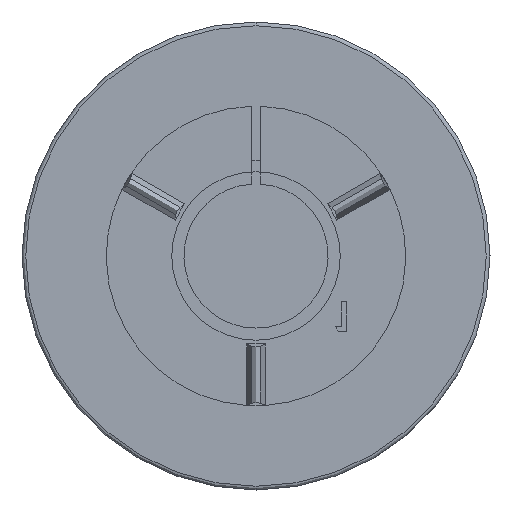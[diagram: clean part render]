
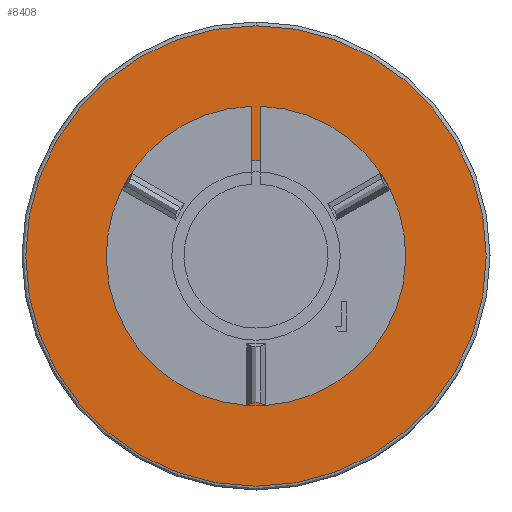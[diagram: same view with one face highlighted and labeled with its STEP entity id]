
A CAD part, front view. The second image highlights one B-rep face of the part: STEP entity #8408.
In plain terms, the highlighted planar face has unit normal (0, -1, 0).
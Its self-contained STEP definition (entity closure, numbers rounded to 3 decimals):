
#297 = CARTESIAN_POINT ( 'NONE',  ( 0., -82.677, 5.1 ) ) ;
#1052 = CARTESIAN_POINT ( 'NONE',  ( 0., -82.677, 0. ) ) ;
#1161 = CARTESIAN_POINT ( 'NONE',  ( 4.9, -82.677, 0. ) ) ;
#1418 = DIRECTION ( 'NONE',  ( 0., 1., 0. ) ) ;
#1736 = FACE_OUTER_BOUND ( 'NONE', #3781, .T. ) ;
#2176 = VERTEX_POINT ( 'NONE', #9417 ) ;
#2260 = AXIS2_PLACEMENT_3D ( 'NONE', #9092, #1418, #3853 ) ;
#2332 = ORIENTED_EDGE ( 'NONE', *, *, #8580, .T. ) ;
#2499 = EDGE_CURVE ( 'NONE', #2176, #3461, #5421, .T. ) ;
#2892 = VERTEX_POINT ( 'NONE', #5248 ) ;
#3206 = AXIS2_PLACEMENT_3D ( 'NONE', #5788, #4312, #6645 ) ;
#3254 = AXIS2_PLACEMENT_3D ( 'NONE', #7143, #4013, #6285 ) ;
#3298 = PLANE ( 'NONE',  #6763 ) ;
#3461 = VERTEX_POINT ( 'NONE', #5134 ) ;
#3747 = CIRCLE ( 'NONE', #3254, 5.1 ) ;
#3781 = EDGE_LOOP ( 'NONE', ( #9901, #5075 ) ) ;
#3853 = DIRECTION ( 'NONE',  ( 0., 0., 1. ) ) ;
#4013 = DIRECTION ( 'NONE',  ( 0., 1., 0. ) ) ;
#4268 = AXIS2_PLACEMENT_3D ( 'NONE', #1052, #9480, #6315 ) ;
#4312 = DIRECTION ( 'NONE',  ( 0., -1., 0. ) ) ;
#4652 = EDGE_LOOP ( 'NONE', ( #2332, #9126 ) ) ;
#4889 = DIRECTION ( 'NONE',  ( 0., 1., 0. ) ) ;
#5075 = ORIENTED_EDGE ( 'NONE', *, *, #9691, .T. ) ;
#5134 = CARTESIAN_POINT ( 'NONE',  ( 0., -82.677, -12.3 ) ) ;
#5248 = CARTESIAN_POINT ( 'NONE',  ( 0., -82.677, -5.1 ) ) ;
#5317 = CIRCLE ( 'NONE', #2260, 5.1 ) ;
#5421 = CIRCLE ( 'NONE', #4268, 12.3 ) ;
#5788 = CARTESIAN_POINT ( 'NONE',  ( 0., -82.677, 0. ) ) ;
#6285 = DIRECTION ( 'NONE',  ( 0., 0., 1. ) ) ;
#6315 = DIRECTION ( 'NONE',  ( 0., 0., 1. ) ) ;
#6645 = DIRECTION ( 'NONE',  ( 0., 0., 1. ) ) ;
#6763 = AXIS2_PLACEMENT_3D ( 'NONE', #1161, #4889, #8835 ) ;
#7143 = CARTESIAN_POINT ( 'NONE',  ( 0., -82.677, 0. ) ) ;
#7398 = CIRCLE ( 'NONE', #3206, 12.3 ) ;
#7852 = FACE_BOUND ( 'NONE', #4652, .T. ) ;
#8408 = ADVANCED_FACE ( 'NONE', ( #7852, #1736 ), #3298, .F. ) ;
#8513 = VERTEX_POINT ( 'NONE', #297 ) ;
#8580 = EDGE_CURVE ( 'NONE', #8513, #2892, #5317, .T. ) ;
#8835 = DIRECTION ( 'NONE',  ( 0., 0., 1. ) ) ;
#9092 = CARTESIAN_POINT ( 'NONE',  ( 0., -82.677, 0. ) ) ;
#9126 = ORIENTED_EDGE ( 'NONE', *, *, #9146, .T. ) ;
#9146 = EDGE_CURVE ( 'NONE', #2892, #8513, #3747, .T. ) ;
#9417 = CARTESIAN_POINT ( 'NONE',  ( 0., -82.677, 12.3 ) ) ;
#9480 = DIRECTION ( 'NONE',  ( 0., -1., 0. ) ) ;
#9691 = EDGE_CURVE ( 'NONE', #3461, #2176, #7398, .T. ) ;
#9901 = ORIENTED_EDGE ( 'NONE', *, *, #2499, .T. ) ;
